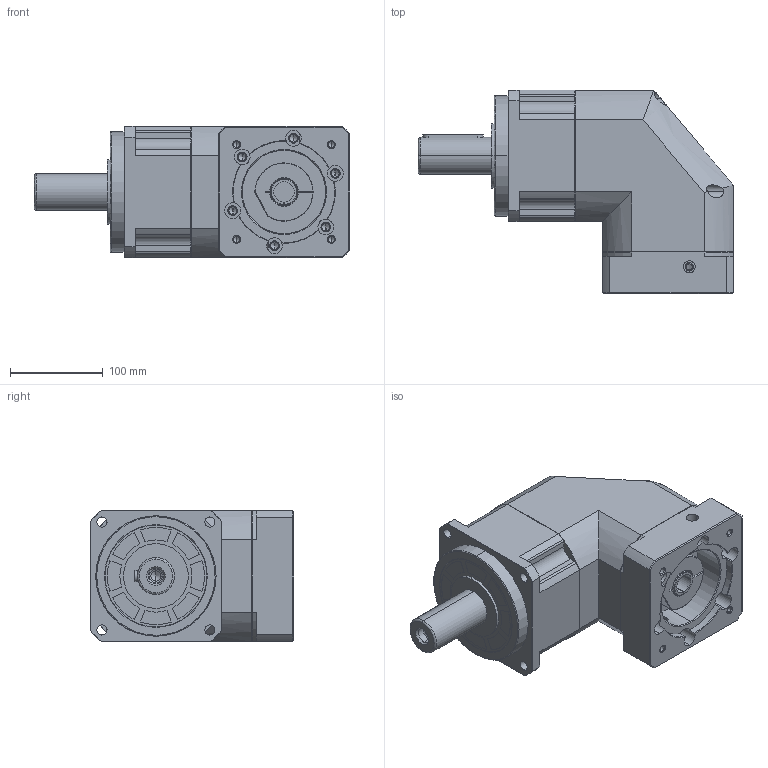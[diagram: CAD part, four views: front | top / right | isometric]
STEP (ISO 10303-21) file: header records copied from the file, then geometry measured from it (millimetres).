
FILE_DESCRIPTION (( 'STEP AP214' ), '1' );
FILE_NAME ('SBL142-L1-22-110-145M8.STEP', '2021-12-25T08:33:49', ( 'admin' ), ( '' ), 'SwSTEP 2.0', 'SolidWorks 2013', '' );
FILE_SCHEMA (( 'AUTOMOTIVE_DESIGN' ));
Length unit declared in the file: millimetre
Products named in the file (6): 24-22_X2_53D85F845957_X0_; SBL115_X2_8F9351658F7495017D2773AF_X0_-24; SBL142_X2_8F9351656CD55170_X0_-_X2_03C6_X0_110-_X2_03C6_X0_145M8; SBL142_X2_58F34F53_X0_-24; SB142_X2_8F9351FA7AEF_X0_; SBL142-L1-22-110-145M8
Assembly tree (5 placements, depth 2):
  SBL142-L1-22-110-145M8
    SB142_X2_8F9351FA7AEF_X0_
    SBL142_X2_58F34F53_X0_-24
    SBL142_X2_8F9351656CD55170_X0_-_X2_03C6_X0_110-_X2_03C6_X0_145M8
    SBL115_X2_8F9351658F7495017D2773AF_X0_-24
    24-22_X2_53D85F845957_X0_
Bounding box: 340.9 x 220 x 142 mm (x, y, z)
Volume: 5870095.5 mm3; surface area: 430996.5 mm2
Topology: 9 solids, 9 shells, 524 faces, 1328 edges, 830 vertices
Faces by surface type: cylinder 234, plane 165, cone 105, bspline 20
Entity records: 27716 total; most frequent: CARTESIAN_POINT 9297, ORIENTED_EDGE 2592, DIRECTION 2562, EDGE_CURVE 1296, AXIS2_PLACEMENT_3D 988, VERTEX_POINT 830, EDGE_LOOP 610, VECTOR 586
